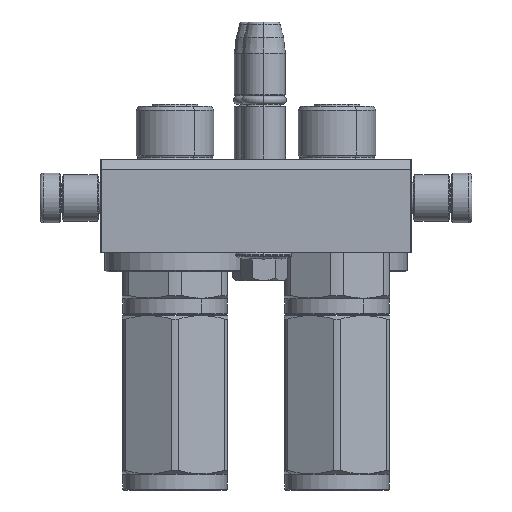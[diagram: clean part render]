
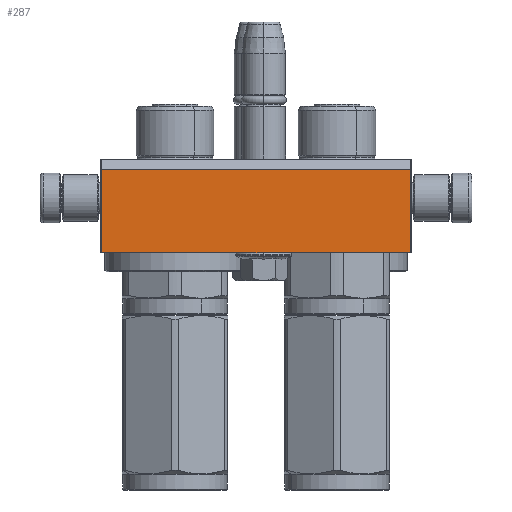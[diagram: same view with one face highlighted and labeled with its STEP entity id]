
A CAD part, left-side view. The second image highlights one B-rep face of the part: STEP entity #287.
In plain terms, the highlighted face is planar.
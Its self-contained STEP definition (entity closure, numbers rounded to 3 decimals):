
#287 = ADVANCED_FACE ( 'NONE', ( #38727 ), #18748, .T. ) ;
#4286 = DIRECTION ( 'NONE',  ( 1., 0., 0. ) ) ;
#5294 = VERTEX_POINT ( 'NONE', #11937 ) ;
#6154 = ORIENTED_EDGE ( 'NONE', *, *, #32284, .T. ) ;
#6804 = DIRECTION ( 'NONE',  ( 0., 0., 1. ) ) ;
#11937 = CARTESIAN_POINT ( 'NONE',  ( -49.5, -15., 56. ) ) ;
#12657 = VERTEX_POINT ( 'NONE', #28778 ) ;
#13852 = ORIENTED_EDGE ( 'NONE', *, *, #36518, .F. ) ;
#14441 = CARTESIAN_POINT ( 'NONE',  ( -50., -15., 56. ) ) ;
#16336 = LINE ( 'NONE', #32929, #19613 ) ;
#16418 = VECTOR ( 'NONE', #17155, 1000. ) ;
#16878 = DIRECTION ( 'NONE',  ( 0., 1., 0. ) ) ;
#17155 = DIRECTION ( 'NONE',  ( 1., 0., 0. ) ) ;
#18239 = LINE ( 'NONE', #25979, #47516 ) ;
#18748 = PLANE ( 'NONE',  #30688 ) ;
#18797 = EDGE_LOOP ( 'NONE', ( #6154, #42364, #39182, #13852 ) ) ;
#19613 = VECTOR ( 'NONE', #4286, 1000. ) ;
#21704 = CARTESIAN_POINT ( 'NONE',  ( 49.5, 11.536, 56. ) ) ;
#24070 = VECTOR ( 'NONE', #16878, 1000. ) ;
#25956 = VERTEX_POINT ( 'NONE', #21704 ) ;
#25979 = CARTESIAN_POINT ( 'NONE',  ( 49.5, -15., 56. ) ) ;
#27115 = DIRECTION ( 'NONE',  ( 1., 0., 0. ) ) ;
#27501 = LINE ( 'NONE', #37663, #16418 ) ;
#28395 = CARTESIAN_POINT ( 'NONE',  ( -49.5, 11.536, 56. ) ) ;
#28778 = CARTESIAN_POINT ( 'NONE',  ( 49.5, -15., 56. ) ) ;
#30688 = AXIS2_PLACEMENT_3D ( 'NONE', #14441, #6804, #27115 ) ;
#32145 = VERTEX_POINT ( 'NONE', #28395 ) ;
#32284 = EDGE_CURVE ( 'NONE', #5294, #12657, #16336, .T. ) ;
#32808 = EDGE_CURVE ( 'NONE', #12657, #25956, #18239, .T. ) ;
#32929 = CARTESIAN_POINT ( 'NONE',  ( -49.5, -15., 56. ) ) ;
#36518 = EDGE_CURVE ( 'NONE', #5294, #32145, #46145, .T. ) ;
#37663 = CARTESIAN_POINT ( 'NONE',  ( -49.5, 11.536, 56. ) ) ;
#38280 = DIRECTION ( 'NONE',  ( 0., 1., 0. ) ) ;
#38727 = FACE_OUTER_BOUND ( 'NONE', #18797, .T. ) ;
#39182 = ORIENTED_EDGE ( 'NONE', *, *, #46719, .F. ) ;
#42364 = ORIENTED_EDGE ( 'NONE', *, *, #32808, .T. ) ;
#46145 = LINE ( 'NONE', #50869, #24070 ) ;
#46719 = EDGE_CURVE ( 'NONE', #32145, #25956, #27501, .T. ) ;
#47516 = VECTOR ( 'NONE', #38280, 1000. ) ;
#50869 = CARTESIAN_POINT ( 'NONE',  ( -49.5, -15., 56. ) ) ;
